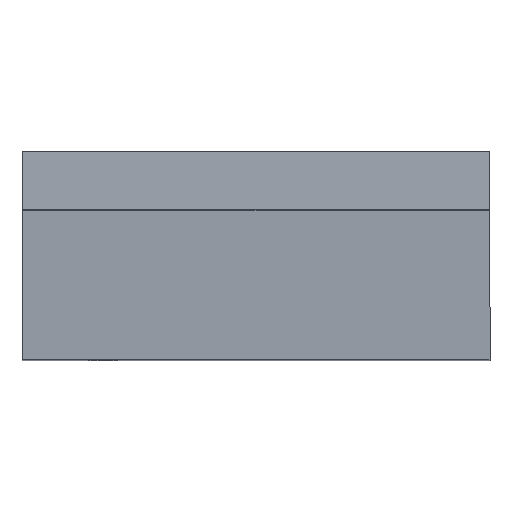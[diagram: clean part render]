
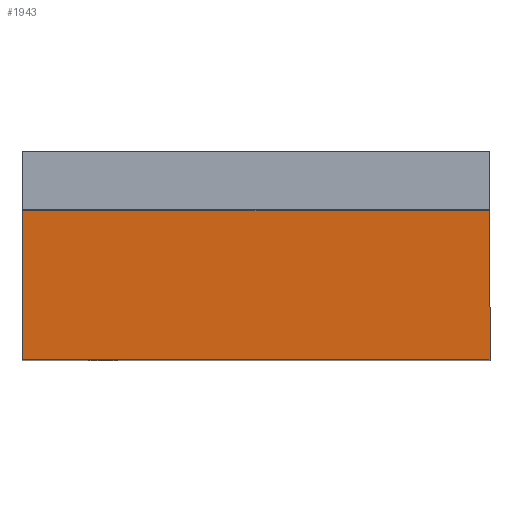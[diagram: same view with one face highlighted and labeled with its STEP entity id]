
A CAD part, top view. The second image highlights one B-rep face of the part: STEP entity #1943.
In plain terms, the highlighted planar face has unit normal (0, -0.076, 0.997).
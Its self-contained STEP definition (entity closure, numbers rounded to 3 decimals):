
#194 = EDGE_CURVE ( 'NONE', #10040, #8403, #6855, .T. ) ;
#491 = VERTEX_POINT ( 'NONE', #1862 ) ;
#572 = LINE ( 'NONE', #4977, #11342 ) ;
#636 = ORIENTED_EDGE ( 'NONE', *, *, #2096, .F. ) ;
#663 = DIRECTION ( 'NONE',  ( -1., 0., 0. ) ) ;
#1103 = VECTOR ( 'NONE', #8204, 1000. ) ;
#1163 = DIRECTION ( 'NONE',  ( 0., -0.997, -0.076 ) ) ;
#1693 = FACE_OUTER_BOUND ( 'NONE', #11756, .T. ) ;
#1862 = CARTESIAN_POINT ( 'NONE',  ( 5.1, -2.267, 12.048 ) ) ;
#1943 = ADVANCED_FACE ( 'NONE', ( #1693 ), #7434, .F. ) ;
#2096 = EDGE_CURVE ( 'NONE', #491, #12834, #13493, .T. ) ;
#2281 = VERTEX_POINT ( 'NONE', #11825 ) ;
#2375 = DIRECTION ( 'NONE',  ( 0., 0.997, 0.076 ) ) ;
#2585 = CARTESIAN_POINT ( 'NONE',  ( 2.862, 2.268, 12.395 ) ) ;
#2595 = CARTESIAN_POINT ( 'NONE',  ( -5.1, 2.268, 12.395 ) ) ;
#3039 = ORIENTED_EDGE ( 'NONE', *, *, #13371, .T. ) ;
#3122 = VERTEX_POINT ( 'NONE', #3798 ) ;
#3154 = ORIENTED_EDGE ( 'NONE', *, *, #9184, .T. ) ;
#3488 = DIRECTION ( 'NONE',  ( 0., 0.997, 0.076 ) ) ;
#3798 = CARTESIAN_POINT ( 'NONE',  ( 2.862, 0.997, 12.298 ) ) ;
#3964 = LINE ( 'NONE', #13701, #1103 ) ;
#4046 = LINE ( 'NONE', #9682, #13802 ) ;
#4099 = VECTOR ( 'NONE', #663, 1000. ) ;
#4194 = DIRECTION ( 'NONE',  ( 0., -0.997, -0.076 ) ) ;
#4403 = CARTESIAN_POINT ( 'NONE',  ( 5.1, 2.268, 12.395 ) ) ;
#4543 = VERTEX_POINT ( 'NONE', #2595 ) ;
#4597 = DIRECTION ( 'NONE',  ( -1., 0., 0. ) ) ;
#4977 = CARTESIAN_POINT ( 'NONE',  ( -5.1, 2.268, 12.395 ) ) ;
#5556 = CARTESIAN_POINT ( 'NONE',  ( -2.862, 2.268, 12.395 ) ) ;
#6052 = CARTESIAN_POINT ( 'NONE',  ( 2.862, 2.268, 12.395 ) ) ;
#6082 = VECTOR ( 'NONE', #6178, 1000. ) ;
#6178 = DIRECTION ( 'NONE',  ( -1., 0., 0. ) ) ;
#6704 = ORIENTED_EDGE ( 'NONE', *, *, #194, .T. ) ;
#6849 = VECTOR ( 'NONE', #4597, 1000. ) ;
#6855 = LINE ( 'NONE', #5556, #12323 ) ;
#7216 = LINE ( 'NONE', #11568, #4099 ) ;
#7225 = ORIENTED_EDGE ( 'NONE', *, *, #8773, .T. ) ;
#7434 = PLANE ( 'NONE',  #12283 ) ;
#8204 = DIRECTION ( 'NONE',  ( 0., -0.997, -0.076 ) ) ;
#8364 = EDGE_CURVE ( 'NONE', #4543, #12834, #4046, .T. ) ;
#8403 = VERTEX_POINT ( 'NONE', #12775 ) ;
#8773 = EDGE_CURVE ( 'NONE', #9558, #3122, #14180, .T. ) ;
#9172 = ORIENTED_EDGE ( 'NONE', *, *, #12224, .T. ) ;
#9184 = EDGE_CURVE ( 'NONE', #8403, #4543, #572, .T. ) ;
#9247 = CARTESIAN_POINT ( 'NONE',  ( -5.1, -2.268, 12.048 ) ) ;
#9558 = VERTEX_POINT ( 'NONE', #6052 ) ;
#9646 = ORIENTED_EDGE ( 'NONE', *, *, #8364, .T. ) ;
#9682 = CARTESIAN_POINT ( 'NONE',  ( -5.1, 2.268, 12.395 ) ) ;
#9895 = ORIENTED_EDGE ( 'NONE', *, *, #11801, .F. ) ;
#10040 = VERTEX_POINT ( 'NONE', #11579 ) ;
#10996 = DIRECTION ( 'NONE',  ( 0., 0.076, -0.997 ) ) ;
#11342 = VECTOR ( 'NONE', #11758, 1000. ) ;
#11568 = CARTESIAN_POINT ( 'NONE',  ( 5.1, 0.997, 12.298 ) ) ;
#11579 = CARTESIAN_POINT ( 'NONE',  ( -2.862, 0.997, 12.298 ) ) ;
#11756 = EDGE_LOOP ( 'NONE', ( #9172, #6704, #3154, #9646, #636, #9895, #3039, #7225 ) ) ;
#11758 = DIRECTION ( 'NONE',  ( -1., 0., 0. ) ) ;
#11801 = EDGE_CURVE ( 'NONE', #2281, #491, #3964, .T. ) ;
#11825 = CARTESIAN_POINT ( 'NONE',  ( 5.1, 2.268, 12.395 ) ) ;
#12129 = CARTESIAN_POINT ( 'NONE',  ( 5.1, -2.267, 12.048 ) ) ;
#12224 = EDGE_CURVE ( 'NONE', #3122, #10040, #7216, .T. ) ;
#12283 = AXIS2_PLACEMENT_3D ( 'NONE', #4403, #10996, #2375 ) ;
#12323 = VECTOR ( 'NONE', #3488, 1000. ) ;
#12467 = VECTOR ( 'NONE', #1163, 1000. ) ;
#12748 = LINE ( 'NONE', #14017, #6082 ) ;
#12775 = CARTESIAN_POINT ( 'NONE',  ( -2.862, 2.268, 12.395 ) ) ;
#12834 = VERTEX_POINT ( 'NONE', #9247 ) ;
#13371 = EDGE_CURVE ( 'NONE', #2281, #9558, #12748, .T. ) ;
#13493 = LINE ( 'NONE', #12129, #6849 ) ;
#13701 = CARTESIAN_POINT ( 'NONE',  ( 5.1, 2.268, 12.395 ) ) ;
#13802 = VECTOR ( 'NONE', #4194, 1000. ) ;
#14017 = CARTESIAN_POINT ( 'NONE',  ( -5.1, 2.268, 12.395 ) ) ;
#14180 = LINE ( 'NONE', #2585, #12467 ) ;
